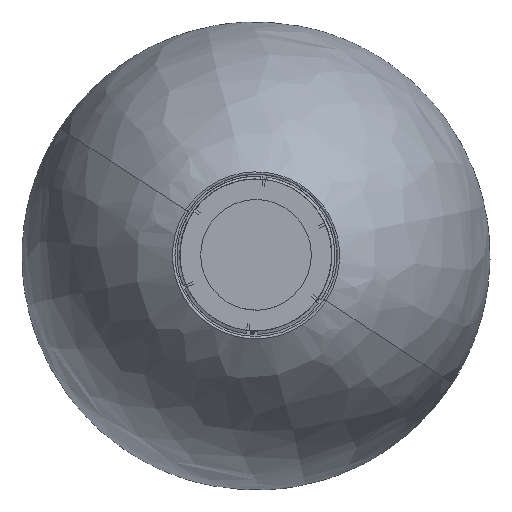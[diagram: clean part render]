
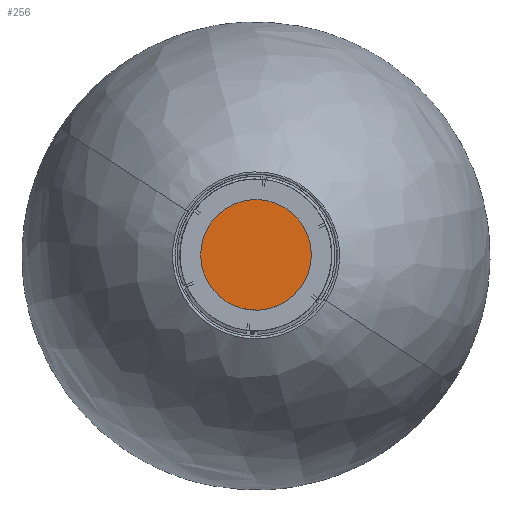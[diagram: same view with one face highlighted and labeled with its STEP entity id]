
A CAD part, top view. The second image highlights one B-rep face of the part: STEP entity #256.
In plain terms, the highlighted free-form (B-spline) face has degree [1, 1] with [2, 2] control points.
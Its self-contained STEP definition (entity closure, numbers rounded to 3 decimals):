
#256=ADVANCED_FACE('',(#489),#3677,.T.);
#489=FACE_OUTER_BOUND('',#725,.T.);
#725=EDGE_LOOP('',(#2194,#2195));
#2194=ORIENTED_EDGE('',*,*,#3033,.T.);
#2195=ORIENTED_EDGE('',*,*,#3037,.T.);
#3033=EDGE_CURVE('',#3635,#3637,#4683,.T.);
#3037=EDGE_CURVE('',#3637,#3635,#4685,.T.);
#3635=VERTEX_POINT('',#12136);
#3637=VERTEX_POINT('',#12138);
#3677=B_SPLINE_SURFACE_WITH_KNOTS('',1,1,((#12108,#12109),(#12110,#12111)),
.UNSPECIFIED.,.F.,.F.,.F.,(2,2),(2,2),(-126.501,7.01),
(-40.04,93.47),.UNSPECIFIED.);
#4683=(
BOUNDED_CURVE()
B_SPLINE_CURVE(2,(#12084,#12085,#12086,#12087,#12088),.UNSPECIFIED.,.F.,
.F.)
B_SPLINE_CURVE_WITH_KNOTS((3,2,3),(0.,102.803,205.606),
.UNSPECIFIED.)
CURVE()
GEOMETRIC_REPRESENTATION_ITEM()
RATIONAL_B_SPLINE_CURVE((1.,0.707,1.,0.707,1.))
REPRESENTATION_ITEM('')
);
#4685=(
BOUNDED_CURVE()
B_SPLINE_CURVE(2,(#12098,#12099,#12100,#12101,#12102),.UNSPECIFIED.,.F.,
.F.)
B_SPLINE_CURVE_WITH_KNOTS((3,2,3),(205.606,308.409,411.212),
.UNSPECIFIED.)
CURVE()
GEOMETRIC_REPRESENTATION_ITEM()
RATIONAL_B_SPLINE_CURVE((1.,0.707,1.,0.707,1.))
REPRESENTATION_ITEM('')
);
#12084=CARTESIAN_POINT('',(59.746,-26.715,0.));
#12085=CARTESIAN_POINT('',(86.461,33.031,0.));
#12086=CARTESIAN_POINT('',(26.715,59.746,0.));
#12087=CARTESIAN_POINT('',(-33.031,86.461,0.));
#12088=CARTESIAN_POINT('',(-59.746,26.715,0.));
#12098=CARTESIAN_POINT('',(-59.746,26.715,0.));
#12099=CARTESIAN_POINT('',(-86.461,-33.031,0.));
#12100=CARTESIAN_POINT('',(-26.715,-59.746,0.));
#12101=CARTESIAN_POINT('',(33.031,-86.461,0.));
#12102=CARTESIAN_POINT('',(59.746,-26.715,0.));
#12108=CARTESIAN_POINT('',(-66.755,-66.755,0.));
#12109=CARTESIAN_POINT('',(-66.755,66.755,0.));
#12110=CARTESIAN_POINT('',(66.755,-66.755,0.));
#12111=CARTESIAN_POINT('',(66.755,66.755,0.));
#12136=CARTESIAN_POINT('',(59.746,-26.715,0.));
#12138=CARTESIAN_POINT('',(-59.746,26.715,0.));
